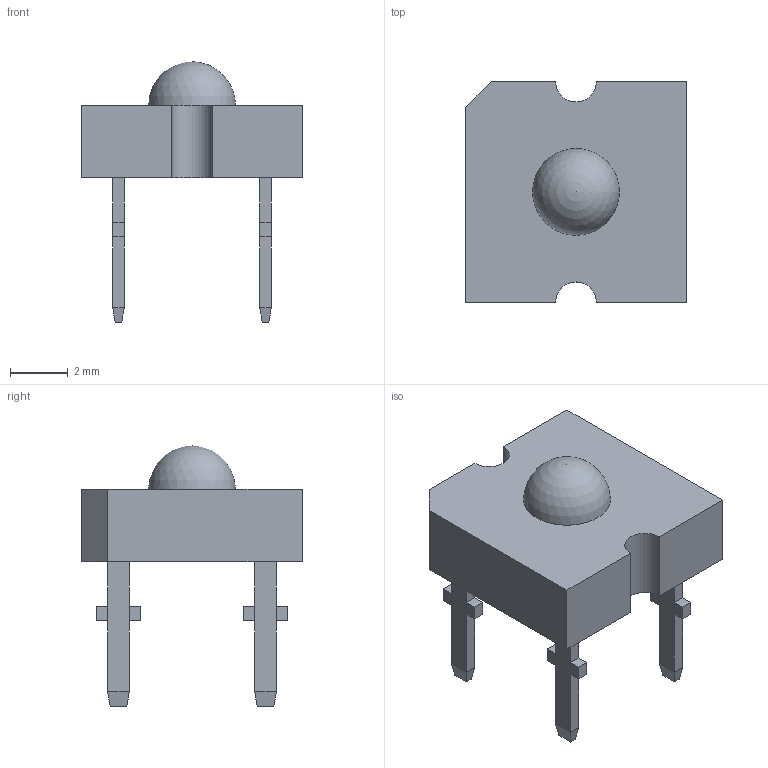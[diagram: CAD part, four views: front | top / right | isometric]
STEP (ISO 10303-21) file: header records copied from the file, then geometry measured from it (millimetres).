
FILE_DESCRIPTION(('FreeCAD Model'),'2;1');
FILE_NAME('LED_Rectangular_W7.62mm_H4.55mm_P5.08mm_R3.step', '2018-05-06T09:37:45',('kicad StepUp'),('ksu MCAD'), 'Open CASCADE STEP processor 7.2','FreeCAD','Unknown');
FILE_SCHEMA(('AUTOMOTIVE_DESIGN { 1 0 10303 214 1 1 1 1 }'));
Length unit declared in the file: millimetre
Products named in the file (1): LED_Rectangular_W7.62mm_H4.55mm_P5.08mm_R3
Bounding box: 7.62 x 7.62 x 9 mm (x, y, z)
Volume: 153.9 mm3; surface area: 248.7 mm2
Topology: 1 solids, 1 shells, 96 faces, 222 edges, 132 vertices
Faces by surface type: plane 77, bspline 16, cylinder 2, sphere 1
Entity records: 1709 total; most frequent: ORIENTED_EDGE 381, EDGE_CURVE 221, CARTESIAN_POINT 176, LINE 163, VERTEX_POINT 132, FACE_BOUND 101, EDGE_LOOP 101, ADVANCED_FACE 96
